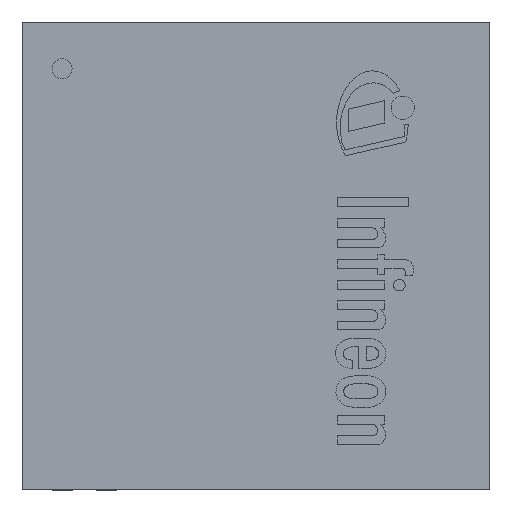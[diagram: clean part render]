
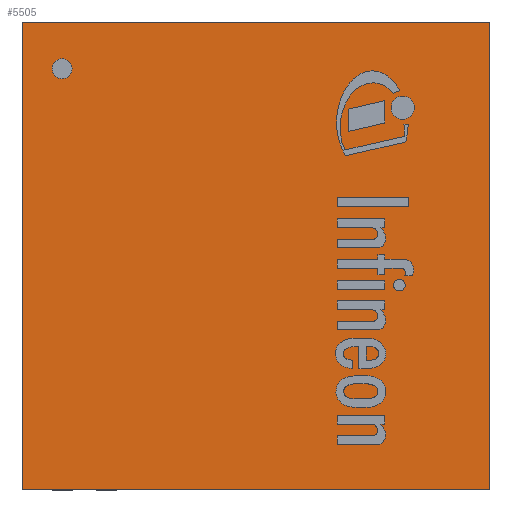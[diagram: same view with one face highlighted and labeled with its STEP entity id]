
A CAD part, top view. The second image highlights one B-rep face of the part: STEP entity #5505.
In plain terms, the highlighted planar face has unit normal (0, 0, 1).
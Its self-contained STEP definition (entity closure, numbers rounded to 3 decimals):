
#74=FACE_BOUND('',#715,.T.);
#387=FACE_OUTER_BOUND('',#714,.T.);
#714=EDGE_LOOP('',(#4431,#4432,#4433,#4434));
#715=EDGE_LOOP('',(#4435));
#959=CIRCLE('',#5955,0.15);
#1324=LINE('',#8497,#1953);
#1327=LINE('',#8502,#1956);
#1329=LINE('',#8506,#1958);
#1330=LINE('',#8508,#1959);
#1953=VECTOR('',#7011,1.);
#1956=VECTOR('',#7016,1.);
#1958=VECTOR('',#7020,1.);
#1959=VECTOR('',#7023,1.);
#2525=VERTEX_POINT('',#8479);
#2531=VERTEX_POINT('',#8494);
#2532=VERTEX_POINT('',#8496);
#2533=VERTEX_POINT('',#8500);
#2534=VERTEX_POINT('',#8504);
#3191=EDGE_CURVE('',#2525,#2525,#959,.T.);
#3198=EDGE_CURVE('',#2532,#2531,#1324,.T.);
#3201=EDGE_CURVE('',#2531,#2533,#1327,.T.);
#3203=EDGE_CURVE('',#2533,#2534,#1329,.T.);
#3204=EDGE_CURVE('',#2534,#2532,#1330,.T.);
#4431=ORIENTED_EDGE('',*,*,#3204,.T.);
#4432=ORIENTED_EDGE('',*,*,#3198,.T.);
#4433=ORIENTED_EDGE('',*,*,#3201,.T.);
#4434=ORIENTED_EDGE('',*,*,#3203,.T.);
#4435=ORIENTED_EDGE('',*,*,#3191,.T.);
#5202=PLANE('',#5963);
#5505=ADVANCED_FACE('',(#387,#74),#5202,.T.);
#5955=AXIS2_PLACEMENT_3D('',#8480,#6996,#6997);
#5963=AXIS2_PLACEMENT_3D('',#8509,#7024,#7025);
#6996=DIRECTION('center_axis',(0.,0.,-1.));
#6997=DIRECTION('ref_axis',(-1.,0.,0.));
#7011=DIRECTION('',(1.,0.,0.));
#7016=DIRECTION('',(0.,1.,0.));
#7020=DIRECTION('',(-1.,0.,0.));
#7023=DIRECTION('',(0.,-1.,0.));
#7024=DIRECTION('center_axis',(0.,0.,1.));
#7025=DIRECTION('ref_axis',(0.,1.,0.));
#8479=CARTESIAN_POINT('',(-2.75,2.8,1.));
#8480=CARTESIAN_POINT('Origin',(-2.9,2.8,1.));
#8494=CARTESIAN_POINT('',(3.49,-3.49,1.));
#8496=CARTESIAN_POINT('',(-3.49,-3.49,1.));
#8497=CARTESIAN_POINT('',(3.49,-3.49,1.));
#8500=CARTESIAN_POINT('',(3.49,3.49,1.));
#8502=CARTESIAN_POINT('',(3.49,3.49,1.));
#8504=CARTESIAN_POINT('',(-3.49,3.49,1.));
#8506=CARTESIAN_POINT('',(-3.49,3.49,1.));
#8508=CARTESIAN_POINT('',(-3.49,-3.49,1.));
#8509=CARTESIAN_POINT('Origin',(0.,0.,1.));
